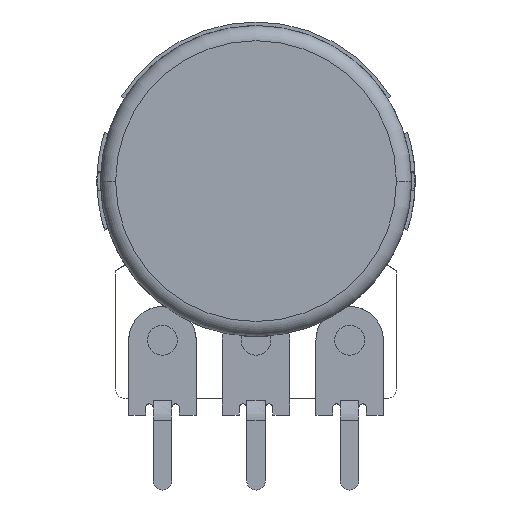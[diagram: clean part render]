
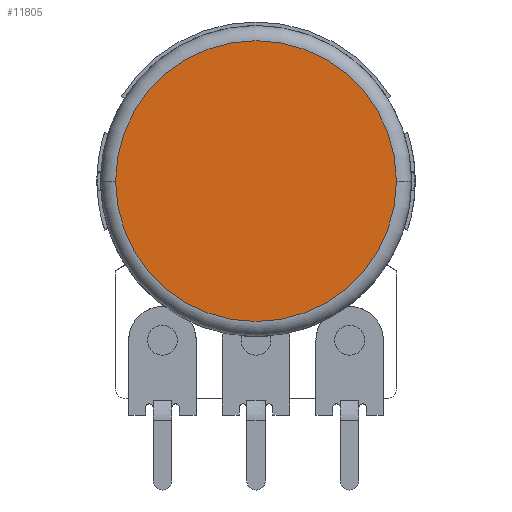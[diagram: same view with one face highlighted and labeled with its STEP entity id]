
A CAD part, left-side view. The second image highlights one B-rep face of the part: STEP entity #11805.
In plain terms, the highlighted planar face has unit normal (-1, 0, 0).
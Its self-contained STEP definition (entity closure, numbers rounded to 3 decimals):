
#11759 = VERTEX_POINT('',#11760);
#11760 = CARTESIAN_POINT('',(-5.24,12.5,12.5));
#11767 = EDGE_CURVE('',#11768,#11759,#11770,.T.);
#11768 = VERTEX_POINT('',#11769);
#11769 = CARTESIAN_POINT('',(-5.24,-2.5,12.5));
#11770 = CIRCLE('',#11771,7.5);
#11771 = AXIS2_PLACEMENT_3D('',#11772,#11773,#11774);
#11772 = CARTESIAN_POINT('',(-5.24,5.,12.5));
#11773 = DIRECTION('',(-1.,-0.,0.));
#11774 = DIRECTION('',(0.,-1.,0.));
#11791 = EDGE_CURVE('',#11768,#11759,#11792,.T.);
#11792 = CIRCLE('',#11793,7.5);
#11793 = AXIS2_PLACEMENT_3D('',#11794,#11795,#11796);
#11794 = CARTESIAN_POINT('',(-5.24,5.,12.5));
#11795 = DIRECTION('',(1.,0.,0.));
#11796 = DIRECTION('',(0.,-1.,0.));
#11805 = ADVANCED_FACE('',(#11806),#11810,.F.);
#11806 = FACE_BOUND('',#11807,.F.);
#11807 = EDGE_LOOP('',(#11808,#11809));
#11808 = ORIENTED_EDGE('',*,*,#11767,.F.);
#11809 = ORIENTED_EDGE('',*,*,#11791,.T.);
#11810 = PLANE('',#11811);
#11811 = AXIS2_PLACEMENT_3D('',#11812,#11813,#11814);
#11812 = CARTESIAN_POINT('',(-5.24,5.,12.5));
#11813 = DIRECTION('',(1.,0.,0.));
#11814 = DIRECTION('',(0.,1.,0.));
